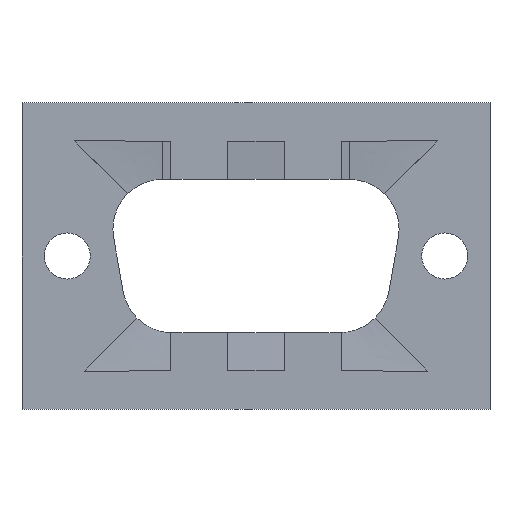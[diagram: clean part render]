
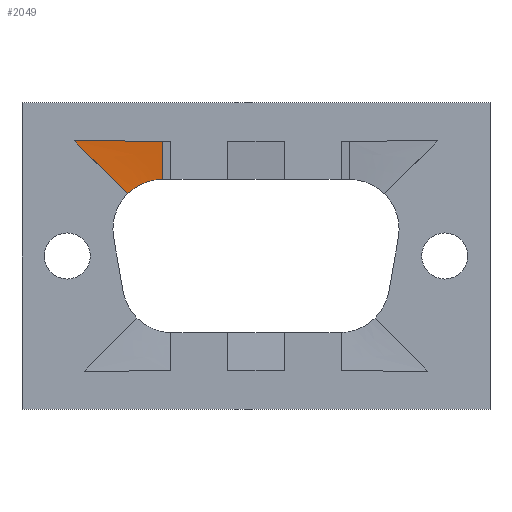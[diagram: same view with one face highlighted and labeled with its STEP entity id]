
A CAD part, top view. The second image highlights one B-rep face of the part: STEP entity #2049.
In plain terms, the highlighted free-form (B-spline) face has degree [3, 3] with [4, 16] control points.
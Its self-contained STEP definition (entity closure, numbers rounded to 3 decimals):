
#558=DIRECTION('',(0.706,-0.706,-0.051));
#559=VECTOR('',#558,2.975);
#560=CARTESIAN_POINT('',(-12.011,7.617,0.));
#561=LINE('',#560,#559);
#566=CARTESIAN_POINT('',(-12.011,7.617,0.));
#567=CARTESIAN_POINT('',(-11.078,7.617,0.));
#568=CARTESIAN_POINT('',(-9.404,7.615,0.));
#569=CARTESIAN_POINT('',(-7.723,7.613,0.));
#570=CARTESIAN_POINT('',(-6.653,7.612,0.));
#571=CARTESIAN_POINT('',(-6.172,7.612,0.));
#597=DIRECTION('',(0.,-0.995,-0.1));
#598=VECTOR('',#597,2.545);
#599=CARTESIAN_POINT('',(-6.172,7.612,0.));
#600=LINE('',#599,#598);
#794=CARTESIAN_POINT('',(-8.507,4.113,
-0.254));
#795=CARTESIAN_POINT('',(-8.46,4.16,
-0.254));
#796=CARTESIAN_POINT('',(-8.363,4.251,
-0.254));
#797=CARTESIAN_POINT('',(-8.21,4.379,
-0.254));
#798=CARTESIAN_POINT('',(-8.049,4.497,
-0.254));
#799=CARTESIAN_POINT('',(-7.881,4.606,
-0.254));
#800=CARTESIAN_POINT('',(-7.708,4.704,
-0.254));
#801=CARTESIAN_POINT('',(-7.528,4.791,
-0.255));
#802=CARTESIAN_POINT('',(-7.344,4.867,
-0.255));
#803=CARTESIAN_POINT('',(-7.155,4.932,
-0.255));
#804=CARTESIAN_POINT('',(-6.963,4.986,
-0.255));
#805=CARTESIAN_POINT('',(-6.768,5.028,
-0.255));
#806=CARTESIAN_POINT('',(-6.57,5.058,
-0.255));
#807=CARTESIAN_POINT('',(-6.372,5.076,
-0.255));
#808=CARTESIAN_POINT('',(-6.239,5.08,-0.255));
#809=CARTESIAN_POINT('',(-6.172,5.08,-0.255));
#811=DIRECTION('',(0.706,-0.706,-0.051));
#812=VECTOR('',#811,1.987);
#813=CARTESIAN_POINT('',(-9.91,5.516,-0.152));
#814=LINE('',#813,#812);
#1083=CARTESIAN_POINT('',(-8.507,4.113,
-0.254));
#1085=VERTEX_POINT('',#1083);
#1087=CARTESIAN_POINT('',(-6.172,7.612,0.));
#1088=CARTESIAN_POINT('',(-6.172,5.08,-0.255));
#1089=VERTEX_POINT('',#1087);
#1090=VERTEX_POINT('',#1088);
#1103=CARTESIAN_POINT('',(-9.91,5.516,-0.152));
#1105=VERTEX_POINT('',#1103);
#1111=CARTESIAN_POINT('',(-12.011,7.617,0.));
#1112=VERTEX_POINT('',#1111);
#1974=CARTESIAN_POINT('',(-12.119,7.687,
0.005));
#1975=CARTESIAN_POINT('',(-11.866,7.686,
0.005));
#1976=CARTESIAN_POINT('',(-11.404,7.684,
0.005));
#1977=CARTESIAN_POINT('',(-10.788,7.681,
0.005));
#1978=CARTESIAN_POINT('',(-10.237,7.678,
0.005));
#1979=CARTESIAN_POINT('',(-9.731,7.675,
0.005));
#1980=CARTESIAN_POINT('',(-9.261,7.673,
0.005));
#1981=CARTESIAN_POINT('',(-8.82,7.671,
0.005));
#1982=CARTESIAN_POINT('',(-8.403,7.669,
0.005));
#1983=CARTESIAN_POINT('',(-8.005,7.667,
0.005));
#1984=CARTESIAN_POINT('',(-7.621,7.666,
0.005));
#1985=CARTESIAN_POINT('',(-7.25,7.664,
0.005));
#1986=CARTESIAN_POINT('',(-6.886,7.664,
0.005));
#1987=CARTESIAN_POINT('',(-6.497,7.663,
0.005));
#1988=CARTESIAN_POINT('',(-6.229,7.663,
0.005));
#1989=CARTESIAN_POINT('',(-6.08,7.663,
0.005));
#1990=CARTESIAN_POINT('',(-10.894,6.47,
-0.083));
#1991=CARTESIAN_POINT('',(-10.71,6.486,
-0.083));
#1992=CARTESIAN_POINT('',(-10.371,6.517,
-0.083));
#1993=CARTESIAN_POINT('',(-9.912,6.559,
-0.083));
#1994=CARTESIAN_POINT('',(-9.494,6.597,
-0.083));
#1995=CARTESIAN_POINT('',(-9.103,6.632,
-0.083));
#1996=CARTESIAN_POINT('',(-8.733,6.664,
-0.083));
#1997=CARTESIAN_POINT('',(-8.381,6.692,
-0.083));
#1998=CARTESIAN_POINT('',(-8.043,6.717,
-0.083));
#1999=CARTESIAN_POINT('',(-7.716,6.738,
-0.083));
#2000=CARTESIAN_POINT('',(-7.398,6.755,
-0.083));
#2001=CARTESIAN_POINT('',(-7.086,6.768,
-0.083));
#2002=CARTESIAN_POINT('',(-6.779,6.778,
-0.083));
#2003=CARTESIAN_POINT('',(-6.448,6.784,
-0.083));
#2004=CARTESIAN_POINT('',(-6.221,6.785,
-0.083));
#2005=CARTESIAN_POINT('',(-6.094,6.785,
-0.083));
#2006=CARTESIAN_POINT('',(-9.669,5.253,
-0.171));
#2007=CARTESIAN_POINT('',(-9.554,5.286,
-0.171));
#2008=CARTESIAN_POINT('',(-9.339,5.349,
-0.171));
#2009=CARTESIAN_POINT('',(-9.035,5.436,
-0.171));
#2010=CARTESIAN_POINT('',(-8.75,5.516,
-0.171));
#2011=CARTESIAN_POINT('',(-8.474,5.589,
-0.171));
#2012=CARTESIAN_POINT('',(-8.205,5.655,
-0.171));
#2013=CARTESIAN_POINT('',(-7.942,5.713,
-0.171));
#2014=CARTESIAN_POINT('',(-7.683,5.765,
-0.171));
#2015=CARTESIAN_POINT('',(-7.427,5.808,
-0.171));
#2016=CARTESIAN_POINT('',(-7.174,5.844,
-0.171));
#2017=CARTESIAN_POINT('',(-6.922,5.872,
-0.172));
#2018=CARTESIAN_POINT('',(-6.671,5.892,
-0.172));
#2019=CARTESIAN_POINT('',(-6.4,5.906,
-0.172));
#2020=CARTESIAN_POINT('',(-6.212,5.908,
-0.172));
#2021=CARTESIAN_POINT('',(-6.107,5.907,
-0.172));
#2022=CARTESIAN_POINT('',(-8.444,4.035,
-0.259));
#2023=CARTESIAN_POINT('',(-8.398,4.086,
-0.259));
#2024=CARTESIAN_POINT('',(-8.306,4.182,
-0.259));
#2025=CARTESIAN_POINT('',(-8.159,4.314,
-0.259));
#2026=CARTESIAN_POINT('',(-8.006,4.435,
-0.259));
#2027=CARTESIAN_POINT('',(-7.845,4.545,
-0.259));
#2028=CARTESIAN_POINT('',(-7.677,4.645,
-0.26));
#2029=CARTESIAN_POINT('',(-7.503,4.734,
-0.26));
#2030=CARTESIAN_POINT('',(-7.323,4.812,
-0.26));
#2031=CARTESIAN_POINT('',(-7.138,4.879,
-0.26));
#2032=CARTESIAN_POINT('',(-6.95,4.933,
-0.26));
#2033=CARTESIAN_POINT('',(-6.758,4.976,
-0.26));
#2034=CARTESIAN_POINT('',(-6.564,5.007,
-0.26));
#2035=CARTESIAN_POINT('',(-6.352,5.027,
-0.26));
#2036=CARTESIAN_POINT('',(-6.204,5.03,
-0.26));
#2037=CARTESIAN_POINT('',(-6.121,5.029,
-0.26));
#2038=B_SPLINE_SURFACE_WITH_KNOTS('',3,3,((#1974,#1975,#1976,#1977,#1978,#1979,
#1980,#1981,#1982,#1983,#1984,#1985,#1986,#1987,#1988,#1989),(#1990,#1991,#1992,
#1993,#1994,#1995,#1996,#1997,#1998,#1999,#2000,#2001,#2002,#2003,#2004,#2005),(
#2006,#2007,#2008,#2009,#2010,#2011,#2012,#2013,#2014,#2015,#2016,#2017,#2018,
#2019,#2020,#2021),(#2022,#2023,#2024,#2025,#2026,#2027,#2028,#2029,#2030,#2031,
#2032,#2033,#2034,#2035,#2036,#2037)),.UNSPECIFIED.,.F.,.F.,.F.,(4,4),(4,1,1,1,
1,1,1,1,1,1,1,1,1,4),(-0.02,1.02),(-0.004,0.077,
0.154,0.231,0.308,0.385,
0.462,0.538,0.615,0.692,
0.769,0.846,0.923,1.02),.UNSPECIFIED.);
#2039=ORIENTED_EDGE('',*,*,#1966,.F.);
#2040=ORIENTED_EDGE('',*,*,#1234,.T.);
#2042=ORIENTED_EDGE('',*,*,#2041,.T.);
#2044=ORIENTED_EDGE('',*,*,#2043,.F.);
#2046=ORIENTED_EDGE('',*,*,#2045,.F.);
#2047=EDGE_LOOP('',(#2039,#2040,#2042,#2044,#2046));
#2048=FACE_OUTER_BOUND('',#2047,.F.);
#572=B_SPLINE_CURVE_WITH_KNOTS('',3,(#566,#567,#568,#569,#570,#571),
.UNSPECIFIED.,.F.,.F.,(4,1,1,4),(0.,0.333,0.667,1.),
.UNSPECIFIED.);
#810=B_SPLINE_CURVE_WITH_KNOTS('',3,(#794,#795,#796,#797,#798,#799,#800,#801,
#802,#803,#804,#805,#806,#807,#808,#809),.UNSPECIFIED.,.F.,.F.,(4,1,1,1,1,1,1,1,
1,1,1,1,1,4),(0.,0.077,0.154,0.231,
0.308,0.385,0.462,0.538,
0.615,0.692,0.769,0.846,
0.923,1.),.UNSPECIFIED.);
#1234=EDGE_CURVE('',#1112,#1089,#572,.T.);
#1966=EDGE_CURVE('',#1112,#1105,#561,.T.);
#2041=EDGE_CURVE('',#1089,#1090,#600,.T.);
#2043=EDGE_CURVE('',#1085,#1090,#810,.T.);
#2045=EDGE_CURVE('',#1105,#1085,#814,.T.);
#2049=ADVANCED_FACE('',(#2048),#2038,.T.);
